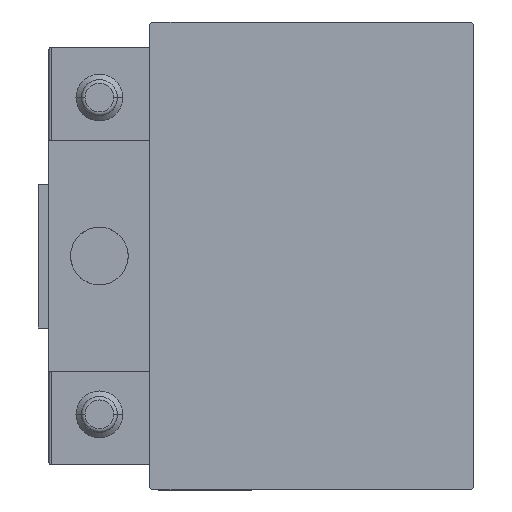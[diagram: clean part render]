
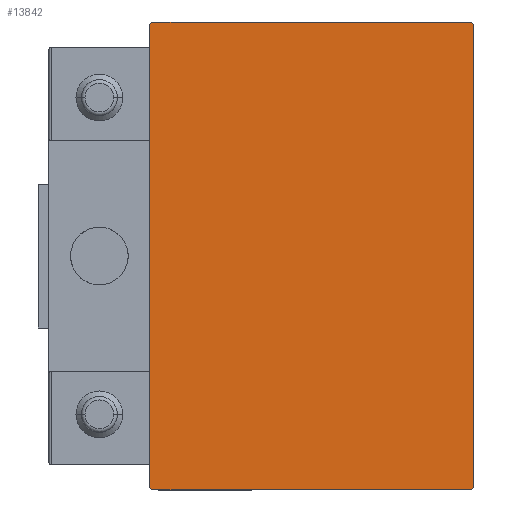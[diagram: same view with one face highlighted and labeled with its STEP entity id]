
A CAD part, left-side view. The second image highlights one B-rep face of the part: STEP entity #13842.
In plain terms, the highlighted face is planar.
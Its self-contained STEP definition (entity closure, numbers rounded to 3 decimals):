
#105 = VERTEX_POINT ( 'NONE', #40636 ) ;
#428 = DIRECTION ( 'NONE',  ( 0., -0.707, 0.707 ) ) ;
#881 = ORIENTED_EDGE ( 'NONE', *, *, #20449, .T. ) ;
#940 = LINE ( 'NONE', #40432, #41266 ) ;
#1270 = EDGE_LOOP ( 'NONE', ( #4098, #6234, #30514, #30973, #40535, #48012, #881, #7077 ) ) ;
#2349 = VERTEX_POINT ( 'NONE', #39594 ) ;
#3701 = EDGE_CURVE ( 'NONE', #3730, #35097, #39349, .T. ) ;
#3730 = VERTEX_POINT ( 'NONE', #24217 ) ;
#3825 = DIRECTION ( 'NONE',  ( 0., 0., 1. ) ) ;
#4098 = ORIENTED_EDGE ( 'NONE', *, *, #44431, .T. ) ;
#5570 = DIRECTION ( 'NONE',  ( 0., -1., 0. ) ) ;
#5817 = VERTEX_POINT ( 'NONE', #26458 ) ;
#6075 = VECTOR ( 'NONE', #3825, 1000. ) ;
#6093 = VECTOR ( 'NONE', #34279, 1000. ) ;
#6234 = ORIENTED_EDGE ( 'NONE', *, *, #3701, .T. ) ;
#6585 = CARTESIAN_POINT ( 'NONE',  ( 70., 22.5, 32.5 ) ) ;
#7077 = ORIENTED_EDGE ( 'NONE', *, *, #21254, .T. ) ;
#7588 = EDGE_CURVE ( 'NONE', #30354, #5817, #37877, .T. ) ;
#7642 = CARTESIAN_POINT ( 'NONE',  ( 70., 0., 0. ) ) ;
#8658 = CARTESIAN_POINT ( 'NONE',  ( 70., -27.35, 27.35 ) ) ;
#8664 = DIRECTION ( 'NONE',  ( 0., 0., -1. ) ) ;
#10847 = AXIS2_PLACEMENT_3D ( 'NONE', #7642, #31768, #8664 ) ;
#12460 = CARTESIAN_POINT ( 'NONE',  ( 70., -22.5, -32.5 ) ) ;
#13842 = ADVANCED_FACE ( 'NONE', ( #43562 ), #23550, .T. ) ;
#16535 = CARTESIAN_POINT ( 'NONE',  ( 70., -22.5, 32.5 ) ) ;
#16782 = LINE ( 'NONE', #16535, #23264 ) ;
#18619 = LINE ( 'NONE', #33522, #6093 ) ;
#19166 = EDGE_CURVE ( 'NONE', #2349, #30354, #940, .T. ) ;
#20449 = EDGE_CURVE ( 'NONE', #105, #43746, #16782, .T. ) ;
#21030 = EDGE_CURVE ( 'NONE', #5817, #105, #28660, .T. ) ;
#21254 = EDGE_CURVE ( 'NONE', #43746, #43053, #18619, .T. ) ;
#23264 = VECTOR ( 'NONE', #32445, 1000. ) ;
#23550 = PLANE ( 'NONE',  #10847 ) ;
#23708 = CARTESIAN_POINT ( 'NONE',  ( 70., 27.35, -27.35 ) ) ;
#23768 = VECTOR ( 'NONE', #31931, 1000. ) ;
#24217 = CARTESIAN_POINT ( 'NONE',  ( 70., 22.2, -32.5 ) ) ;
#25024 = EDGE_CURVE ( 'NONE', #35097, #2349, #27932, .T. ) ;
#26458 = CARTESIAN_POINT ( 'NONE',  ( 70., -22.2, 32.5 ) ) ;
#26955 = CARTESIAN_POINT ( 'NONE',  ( 70., -22.5, -32.2 ) ) ;
#27932 = LINE ( 'NONE', #38707, #6075 ) ;
#28660 = LINE ( 'NONE', #8658, #43784 ) ;
#30354 = VERTEX_POINT ( 'NONE', #50419 ) ;
#30514 = ORIENTED_EDGE ( 'NONE', *, *, #25024, .T. ) ;
#30973 = ORIENTED_EDGE ( 'NONE', *, *, #19166, .T. ) ;
#31264 = CARTESIAN_POINT ( 'NONE',  ( 70., -22.2, -32.5 ) ) ;
#31768 = DIRECTION ( 'NONE',  ( 1., 0., 0. ) ) ;
#31931 = DIRECTION ( 'NONE',  ( 0., 0.707, 0.707 ) ) ;
#32445 = DIRECTION ( 'NONE',  ( 0., 0., -1. ) ) ;
#32515 = DIRECTION ( 'NONE',  ( 0., -0.707, -0.707 ) ) ;
#33522 = CARTESIAN_POINT ( 'NONE',  ( 70., -27.35, -27.35 ) ) ;
#34279 = DIRECTION ( 'NONE',  ( 0., 0.707, -0.707 ) ) ;
#35097 = VERTEX_POINT ( 'NONE', #47793 ) ;
#37877 = LINE ( 'NONE', #6585, #42574 ) ;
#38707 = CARTESIAN_POINT ( 'NONE',  ( 70., 22.5, -32.5 ) ) ;
#39349 = LINE ( 'NONE', #23708, #23768 ) ;
#39594 = CARTESIAN_POINT ( 'NONE',  ( 70., 22.5, 32.2 ) ) ;
#40090 = VECTOR ( 'NONE', #47345, 1000. ) ;
#40161 = LINE ( 'NONE', #12460, #40090 ) ;
#40432 = CARTESIAN_POINT ( 'NONE',  ( 70., 27.35, 27.35 ) ) ;
#40535 = ORIENTED_EDGE ( 'NONE', *, *, #7588, .T. ) ;
#40636 = CARTESIAN_POINT ( 'NONE',  ( 70., -22.5, 32.2 ) ) ;
#41266 = VECTOR ( 'NONE', #428, 1000. ) ;
#42574 = VECTOR ( 'NONE', #5570, 1000. ) ;
#43053 = VERTEX_POINT ( 'NONE', #31264 ) ;
#43562 = FACE_OUTER_BOUND ( 'NONE', #1270, .T. ) ;
#43746 = VERTEX_POINT ( 'NONE', #26955 ) ;
#43784 = VECTOR ( 'NONE', #32515, 1000. ) ;
#44431 = EDGE_CURVE ( 'NONE', #43053, #3730, #40161, .T. ) ;
#47345 = DIRECTION ( 'NONE',  ( 0., 1., 0. ) ) ;
#47793 = CARTESIAN_POINT ( 'NONE',  ( 70., 22.5, -32.2 ) ) ;
#48012 = ORIENTED_EDGE ( 'NONE', *, *, #21030, .T. ) ;
#50419 = CARTESIAN_POINT ( 'NONE',  ( 70., 22.2, 32.5 ) ) ;
